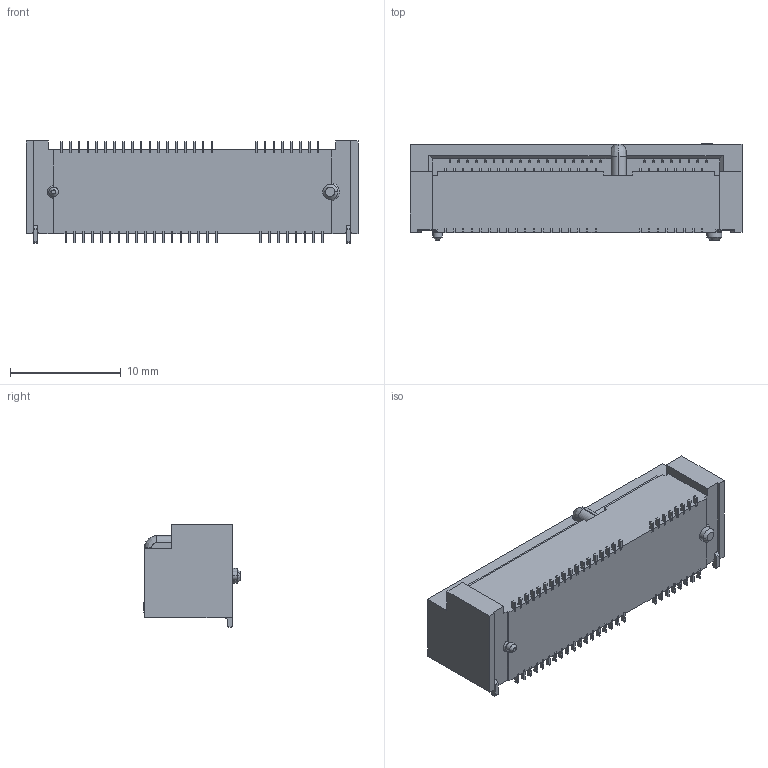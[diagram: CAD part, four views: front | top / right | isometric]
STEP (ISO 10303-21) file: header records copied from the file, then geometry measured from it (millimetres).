
FILE_DESCRIPTION((''),'2;1');
FILE_NAME('C-1759503-1','2018-02-19T',('workeradm'),('TE Connectivity Ltd.'),'CREO PARAMETRIC BY PTC INC, 2016050','CREO PARAMETRIC BY PTC INC, 2016050','');
FILE_SCHEMA(('AUTOMOTIVE_DESIGN { 1 0 10303 214 1 1 1 1 }'));
Length unit declared in the file: millimetre
Products named in the file (1): C-1759503-1
Bounding box: 30 x 8.68 x 9.22 mm (x, y, z)
Volume: 1659.8 mm3; surface area: 1304.8 mm2
Topology: 1 solids, 1 shells, 835 faces, 2398 edges, 1594 vertices
Faces by surface type: plane 494, cylinder 333, cone 6, bspline 2
Entity records: 27470 total; most frequent: CARTESIAN_POINT 4873, ORIENTED_EDGE 4796, DIRECTION 4738, EDGE_CURVE 2398, VECTOR 1716, LINE 1716, VERTEX_POINT 1594, AXIS2_PLACEMENT_3D 1511
